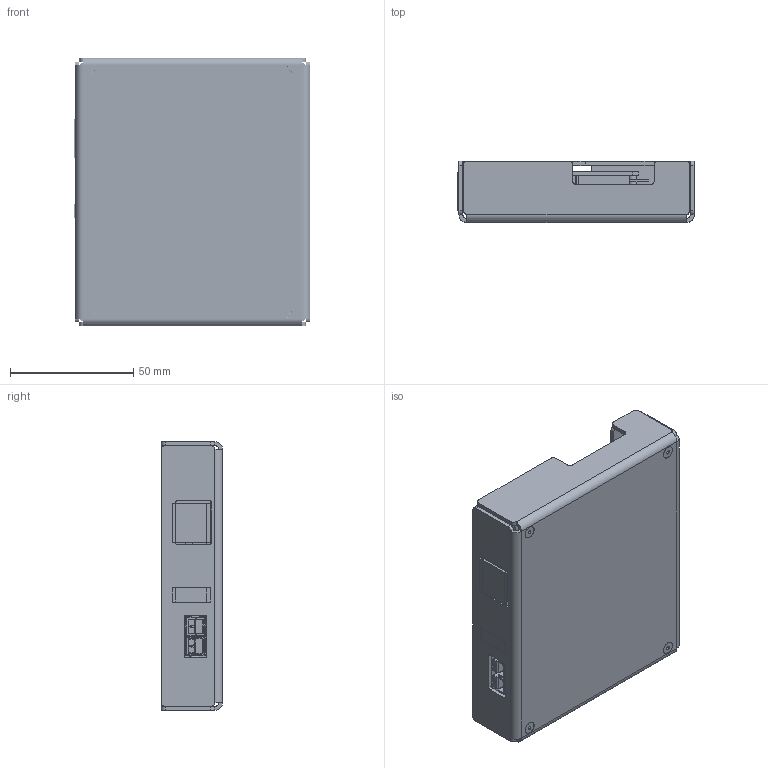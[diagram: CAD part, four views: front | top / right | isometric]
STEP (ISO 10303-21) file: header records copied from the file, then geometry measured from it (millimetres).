
FILE_DESCRIPTION(/* description */ (''),/* implementation_level */ '2;1');
FILE_NAME(/* name */ 'gorgon_ethernet_asm.stp',/* time_stamp */ '2015-04-16T19:33:55-05:00',/* author */ ('ajlapp'),/* organization */ (''),/* preprocessor_version */ 'ST-DEVELOPER v15.2',/* originating_system */ 'Autodesk Inventor 2014',/* authorisation */ '');
FILE_SCHEMA (('AUTOMOTIVE_DESIGN { 1 0 10303 214 3 1 1 }'));
Length unit declared in the file: inch
Products named in the file (285): Board; Extruded; 502686576; D3; D2; D1; c-1825910-6-c-3d; S2; Extruded_1; 534497776; U11; U10; U8; Extruded_2; 502686704; R59; R58; R57; R56; Extruded_3; 534497904; R55; R54; R53; R52; R51; R50; R49; R48; R47; R46; R45; R44; R43; R41; Extruded_4; 502683632; Extruded_5; 502684144; Extruded_6 ...
Bounding box: 95.74 x 24.77 x 108.85 mm (x, y, z)
Volume: 95561.6 mm3; surface area: 112424.7 mm2
Topology: 326 solids, 326 shells, 5236 faces, 12720 edges, 8596 vertices
Faces by surface type: plane 4587, cylinder 403, bspline 124, cone 88, torus 18, sphere 16
Full cylindrical faces by diameter (mm): 0.127 x2, 0.762 x5, 0.8 x4, 0.9 x187, 1 x10, 1.15 x8, 1.2 x2, 2.438 x8, 3.175 x4, 3.302 x8, 3.51 x2, 3.946 x1, 3.962 x1, 4.5 x1, 5.004 x8, 8 x2
Entity records: 47311 total; most frequent: CARTESIAN_POINT 12501, DIRECTION 7037, ORIENTED_EDGE 5430, EDGE_CURVE 2715, AXIS2_PLACEMENT_3D 2609, VERTEX_POINT 1975, EDGE_LOOP 1876, LINE 1819
